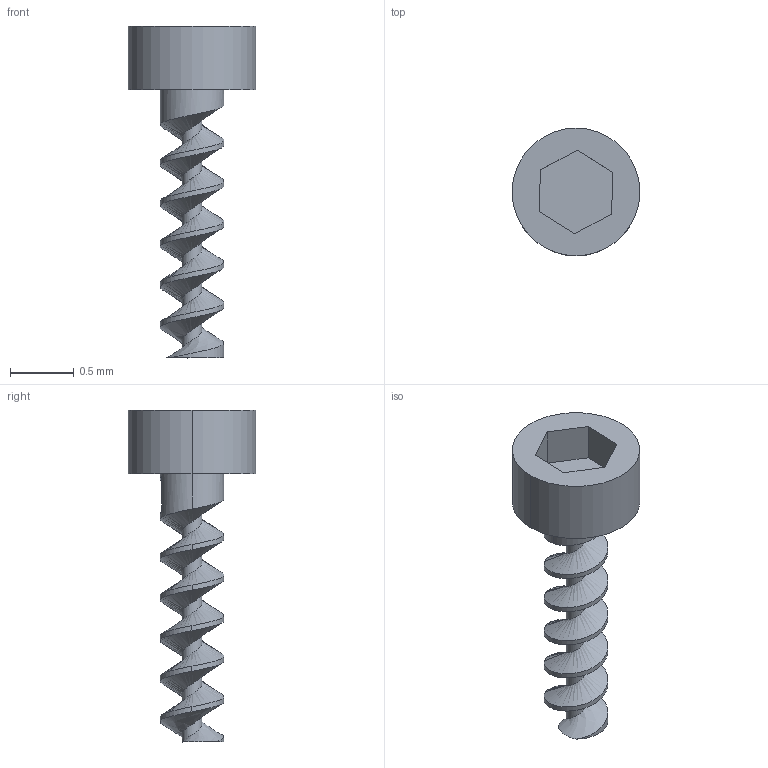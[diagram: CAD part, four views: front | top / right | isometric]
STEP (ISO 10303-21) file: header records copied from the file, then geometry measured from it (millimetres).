
FILE_DESCRIPTION (( 'STEP AP214' ), '1' );
FILE_NAME ('菁窒蹟佪.STEP', '2025-01-15T03:47:22', ( '' ), ( '' ), 'SwSTEP 2.0', 'SolidWorks 2024', '' );
FILE_SCHEMA (( 'AUTOMOTIVE_DESIGN' ));
Length unit declared in the file: millimetre
Products named in the file (1): 底部螺丝
Bounding box: 1 x 1 x 2.6 mm (x, y, z)
Volume: 0.5 mm3; surface area: 7.1 mm2
Topology: 1 solids, 1 shells, 30 faces, 77 edges, 51 vertices
Faces by surface type: cylinder 15, plane 12, bspline 3
Entity records: 1613 total; most frequent: CARTESIAN_POINT 960, ORIENTED_EDGE 154, DIRECTION 105, EDGE_CURVE 77, VERTEX_POINT 51, VECTOR 35, LINE 35, AXIS2_PLACEMENT_3D 35
